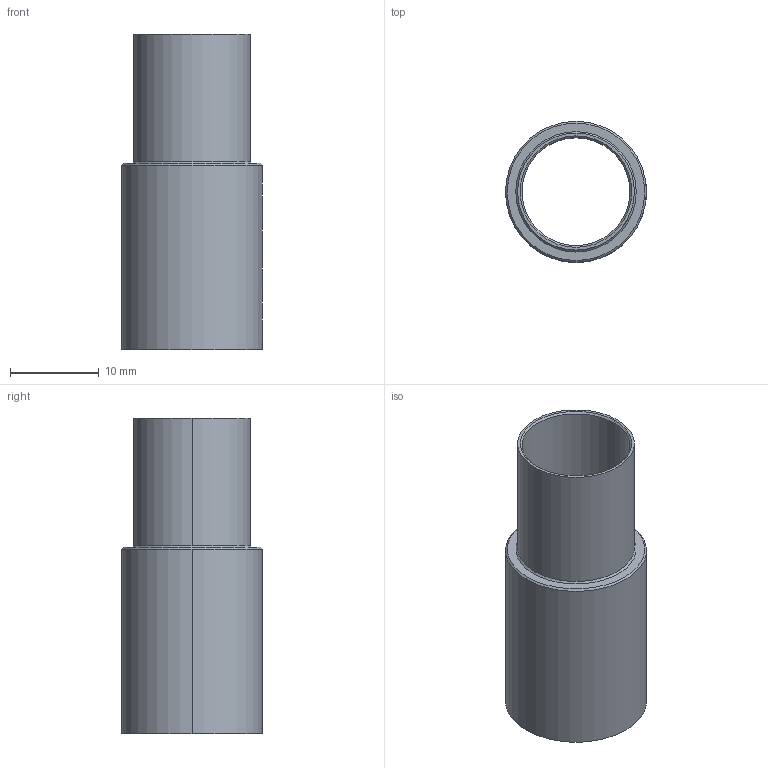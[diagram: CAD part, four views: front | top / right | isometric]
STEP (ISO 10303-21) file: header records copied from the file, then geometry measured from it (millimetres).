
FILE_DESCRIPTION (( 'STEP AP214' ), '1' );
FILE_NAME ('BM-A-IL-C-X_inline_backshell_large_cable.STEP', '2022-02-15T00:38:30', ( '' ), ( '' ), 'SwSTEP 2.0', 'SolidWorks 2018', '' );
FILE_SCHEMA (( 'AUTOMOTIVE_DESIGN' ));
Length unit declared in the file: millimetre
Products named in the file (1): BM-A-IL-C-X_inline_backshell_large_cable
Bounding box: 15.88 x 15.88 x 35.56 mm (x, y, z)
Volume: 1007.3 mm3; surface area: 3270.7 mm2
Topology: 1 solids, 1 shells, 236 faces, 661 edges, 436 vertices
Faces by surface type: plane 128, bspline 57, cylinder 39, cone 12
Entity records: 9863 total; most frequent: CARTESIAN_POINT 4275, ORIENTED_EDGE 1322, DIRECTION 943, EDGE_CURVE 661, VERTEX_POINT 436, LINE 339, VECTOR 339, AXIS2_PLACEMENT_3D 302
